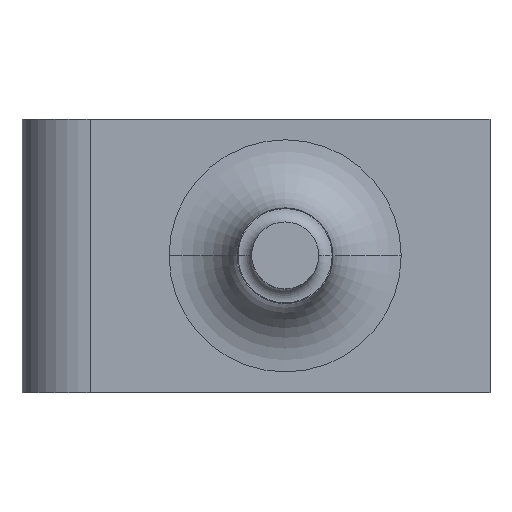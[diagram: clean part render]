
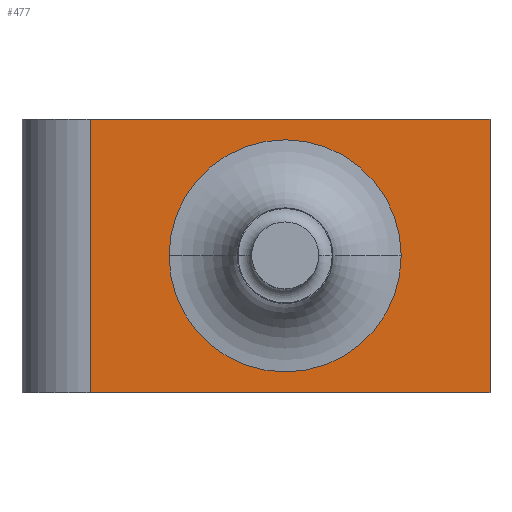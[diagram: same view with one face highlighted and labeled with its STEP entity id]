
A CAD part, top view. The second image highlights one B-rep face of the part: STEP entity #477.
In plain terms, the highlighted planar face has unit normal (0, 0, 1).
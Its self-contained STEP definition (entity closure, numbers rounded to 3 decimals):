
#11 = VERTEX_POINT ( 'NONE', #542 ) ;
#30 = EDGE_CURVE ( 'NONE', #432, #468, #79, .T. ) ;
#50 = FACE_OUTER_BOUND ( 'NONE', #293, .T. ) ;
#57 = AXIS2_PLACEMENT_3D ( 'NONE', #188, #429, #149 ) ;
#68 = EDGE_LOOP ( 'NONE', ( #333, #379 ) ) ;
#70 = LINE ( 'NONE', #254, #189 ) ;
#79 = LINE ( 'NONE', #215, #529 ) ;
#98 = PLANE ( 'NONE',  #358 ) ;
#149 = DIRECTION ( 'NONE',  ( 1., 0., 0. ) ) ;
#173 = CIRCLE ( 'NONE', #387, 8.5 ) ;
#174 = LINE ( 'NONE', #359, #499 ) ;
#177 = DIRECTION ( 'NONE',  ( 0., 1., 0. ) ) ;
#188 = CARTESIAN_POINT ( 'NONE',  ( -5., 0., 10. ) ) ;
#189 = VECTOR ( 'NONE', #440, 1000. ) ;
#194 = DIRECTION ( 'NONE',  ( 0., 0., 1. ) ) ;
#211 = EDGE_CURVE ( 'NONE', #468, #302, #70, .T. ) ;
#215 = CARTESIAN_POINT ( 'NONE',  ( 10., 10., 10. ) ) ;
#225 = DIRECTION ( 'NONE',  ( 0., 0., -1. ) ) ;
#239 = CARTESIAN_POINT ( 'NONE',  ( 3.5, 0., 10. ) ) ;
#254 = CARTESIAN_POINT ( 'NONE',  ( -10., 10., 10. ) ) ;
#257 = ORIENTED_EDGE ( 'NONE', *, *, #335, .T. ) ;
#270 = DIRECTION ( 'NONE',  ( 0., 1., 0. ) ) ;
#281 = DIRECTION ( 'NONE',  ( 1., 0., 0. ) ) ;
#286 = VECTOR ( 'NONE', #547, 1000. ) ;
#293 = EDGE_LOOP ( 'NONE', ( #514, #383, #535, #257 ) ) ;
#302 = VERTEX_POINT ( 'NONE', #586 ) ;
#305 = EDGE_CURVE ( 'NONE', #11, #302, #174, .T. ) ;
#324 = EDGE_CURVE ( 'NONE', #508, #512, #173, .T. ) ;
#326 = FACE_BOUND ( 'NONE', #68, .T. ) ;
#332 = CARTESIAN_POINT ( 'NONE',  ( 10., -10., 10. ) ) ;
#333 = ORIENTED_EDGE ( 'NONE', *, *, #324, .T. ) ;
#335 = EDGE_CURVE ( 'NONE', #11, #432, #365, .T. ) ;
#358 = AXIS2_PLACEMENT_3D ( 'NONE', #382, #194, #281 ) ;
#359 = CARTESIAN_POINT ( 'NONE',  ( -19.269, -10., 10. ) ) ;
#365 = LINE ( 'NONE', #451, #286 ) ;
#379 = ORIENTED_EDGE ( 'NONE', *, *, #437, .T. ) ;
#382 = CARTESIAN_POINT ( 'NONE',  ( 0., 0., 10. ) ) ;
#383 = ORIENTED_EDGE ( 'NONE', *, *, #211, .T. ) ;
#387 = AXIS2_PLACEMENT_3D ( 'NONE', #494, #225, #411 ) ;
#410 = CIRCLE ( 'NONE', #57, 8.5 ) ;
#411 = DIRECTION ( 'NONE',  ( 1., 0., 0. ) ) ;
#429 = DIRECTION ( 'NONE',  ( 0., 0., -1. ) ) ;
#432 = VERTEX_POINT ( 'NONE', #332 ) ;
#437 = EDGE_CURVE ( 'NONE', #512, #508, #410, .T. ) ;
#440 = DIRECTION ( 'NONE',  ( -1., 0., 0. ) ) ;
#451 = CARTESIAN_POINT ( 'NONE',  ( -10., -10., 10. ) ) ;
#468 = VERTEX_POINT ( 'NONE', #560 ) ;
#477 = ADVANCED_FACE ( 'NONE', ( #326, #50 ), #98, .T. ) ;
#494 = CARTESIAN_POINT ( 'NONE',  ( -5., 0., 10. ) ) ;
#499 = VECTOR ( 'NONE', #270, 1000. ) ;
#507 = CARTESIAN_POINT ( 'NONE',  ( -13.5, 0., 10. ) ) ;
#508 = VERTEX_POINT ( 'NONE', #239 ) ;
#512 = VERTEX_POINT ( 'NONE', #507 ) ;
#514 = ORIENTED_EDGE ( 'NONE', *, *, #30, .T. ) ;
#529 = VECTOR ( 'NONE', #177, 1000. ) ;
#535 = ORIENTED_EDGE ( 'NONE', *, *, #305, .F. ) ;
#542 = CARTESIAN_POINT ( 'NONE',  ( -19.269, -10., 10. ) ) ;
#547 = DIRECTION ( 'NONE',  ( 1., 0., 0. ) ) ;
#560 = CARTESIAN_POINT ( 'NONE',  ( 10., 10., 10. ) ) ;
#586 = CARTESIAN_POINT ( 'NONE',  ( -19.269, 10., 10. ) ) ;
